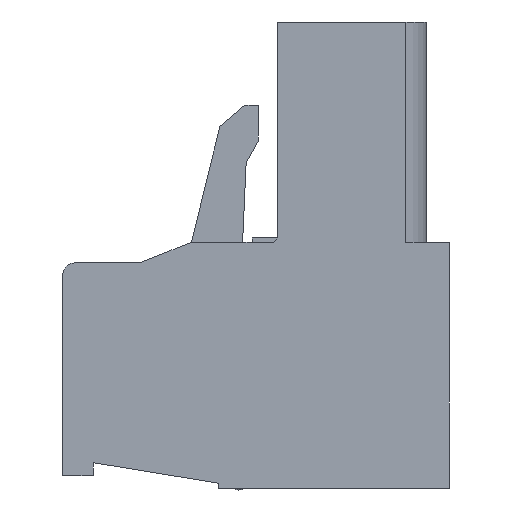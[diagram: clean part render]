
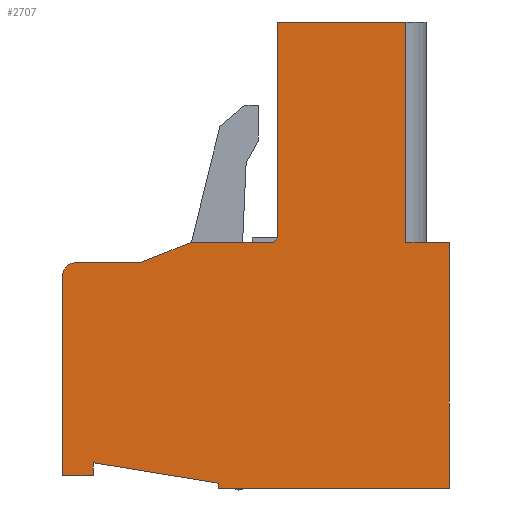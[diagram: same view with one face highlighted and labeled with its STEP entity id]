
A CAD part, front view. The second image highlights one B-rep face of the part: STEP entity #2707.
In plain terms, the highlighted planar face has unit normal (0, -1, 0).
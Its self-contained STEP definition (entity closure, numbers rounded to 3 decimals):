
#2707 = ADVANCED_FACE( '', ( #5525 ), #5526, .T. );
#5525 = FACE_OUTER_BOUND( '', #8456, .T. );
#5526 = PLANE( '', #8457 );
#8456 = EDGE_LOOP( '', ( #15760, #15761, #15762, #15763, #15764, #15765, #15766, #15767, #15768, #15769, #15770, #15771, #15772, #15773, #15774, #15775 ) );
#8457 = AXIS2_PLACEMENT_3D( '', #15776, #15777, #15778 );
#15760 = ORIENTED_EDGE( '', *, *, #17625, .T. );
#15761 = ORIENTED_EDGE( '', *, *, #18178, .T. );
#15762 = ORIENTED_EDGE( '', *, *, #19835, .T. );
#15763 = ORIENTED_EDGE( '', *, *, #20370, .T. );
#15764 = ORIENTED_EDGE( '', *, *, #19352, .T. );
#15765 = ORIENTED_EDGE( '', *, *, #18502, .T. );
#15766 = ORIENTED_EDGE( '', *, *, #18131, .T. );
#15767 = ORIENTED_EDGE( '', *, *, #20352, .T. );
#15768 = ORIENTED_EDGE( '', *, *, #18697, .T. );
#15769 = ORIENTED_EDGE( '', *, *, #18404, .T. );
#15770 = ORIENTED_EDGE( '', *, *, #17969, .T. );
#15771 = ORIENTED_EDGE( '', *, *, #20456, .T. );
#15772 = ORIENTED_EDGE( '', *, *, #19872, .T. );
#15773 = ORIENTED_EDGE( '', *, *, #20285, .T. );
#15774 = ORIENTED_EDGE( '', *, *, #19549, .T. );
#15775 = ORIENTED_EDGE( '', *, *, #20087, .T. );
#15776 = CARTESIAN_POINT( '', ( 0., -29.48, 0. ) );
#15777 = DIRECTION( '', ( 0., -1., 0. ) );
#15778 = DIRECTION( '', ( 0., 0., -1. ) );
#17625 = EDGE_CURVE( '', #21099, #21097, #21100, .T. );
#17969 = EDGE_CURVE( '', #21698, #21703, #21705, .T. );
#18131 = EDGE_CURVE( '', #21970, #21975, #21977, .T. );
#18178 = EDGE_CURVE( '', #21097, #22051, #22052, .T. );
#18404 = EDGE_CURVE( '', #22450, #21698, #22451, .T. );
#18502 = EDGE_CURVE( '', #22607, #21970, #22611, .T. );
#18697 = EDGE_CURVE( '', #22918, #22450, #22919, .T. );
#19352 = EDGE_CURVE( '', #23833, #22607, #23926, .T. );
#19549 = EDGE_CURVE( '', #24192, #24207, #24209, .T. );
#19835 = EDGE_CURVE( '', #22051, #24583, #24584, .T. );
#19872 = EDGE_CURVE( '', #24629, #24634, #24636, .T. );
#20087 = EDGE_CURVE( '', #24207, #21099, #24916, .T. );
#20285 = EDGE_CURVE( '', #24634, #24192, #25143, .T. );
#20352 = EDGE_CURVE( '', #21975, #22918, #25224, .T. );
#20370 = EDGE_CURVE( '', #24583, #23833, #25244, .T. );
#20456 = EDGE_CURVE( '', #21703, #24629, #25336, .T. );
#21097 = VERTEX_POINT( '', #26150 );
#21099 = VERTEX_POINT( '', #26153 );
#21100 = LINE( '', #26154, #26155 );
#21698 = VERTEX_POINT( '', #27016 );
#21703 = VERTEX_POINT( '', #27023 );
#21705 = LINE( '', #27026, #27027 );
#21970 = VERTEX_POINT( '', #27404 );
#21975 = VERTEX_POINT( '', #27411 );
#21977 = LINE( '', #27414, #27415 );
#22051 = VERTEX_POINT( '', #27521 );
#22052 = CIRCLE( '', #27522, 0.5 );
#22450 = VERTEX_POINT( '', #28102 );
#22451 = LINE( '', #28103, #28104 );
#22607 = VERTEX_POINT( '', #28325 );
#22611 = LINE( '', #28331, #28332 );
#22918 = VERTEX_POINT( '', #28768 );
#22919 = LINE( '', #28769, #28770 );
#23833 = VERTEX_POINT( '', #30106 );
#23926 = LINE( '', #30249, #30250 );
#24192 = VERTEX_POINT( '', #30637 );
#24207 = VERTEX_POINT( '', #30662 );
#24209 = LINE( '', #30665, #30666 );
#24583 = VERTEX_POINT( '', #31213 );
#24584 = LINE( '', #31214, #31215 );
#24629 = VERTEX_POINT( '', #31283 );
#24634 = VERTEX_POINT( '', #31290 );
#24636 = LINE( '', #31293, #31294 );
#24916 = LINE( '', #31709, #31710 );
#25143 = LINE( '', #32037, #32038 );
#25224 = LINE( '', #32154, #32155 );
#25244 = LINE( '', #32182, #32183 );
#25336 = LINE( '', #32315, #32316 );
#26150 = CARTESIAN_POINT( '', ( -10.8, -29.48, 4.15 ) );
#26153 = CARTESIAN_POINT( '', ( -8.3, -29.48, 4.15 ) );
#26154 = CARTESIAN_POINT( '', ( -8.3, -29.48, 4.15 ) );
#26155 = VECTOR( '', #32864, 1000. );
#27016 = CARTESIAN_POINT( '', ( 2.1, -29.48, 4.95 ) );
#27023 = CARTESIAN_POINT( '', ( 2.1, -29.48, 13.55 ) );
#27026 = CARTESIAN_POINT( '', ( 2.1, -29.48, -49.976 ) );
#27027 = VECTOR( '', #33173, 1000. );
#27404 = CARTESIAN_POINT( '', ( -5.2, -29.48, -4.45 ) );
#27411 = CARTESIAN_POINT( '', ( -5.2, -29.48, -4.65 ) );
#27414 = CARTESIAN_POINT( '', ( -5.2, -29.48, -4.45 ) );
#27415 = VECTOR( '', #33322, 1000. );
#27521 = CARTESIAN_POINT( '', ( -11.3, -29.48, 3.65 ) );
#27522 = AXIS2_PLACEMENT_3D( '', #33361, #33362, #33363 );
#28102 = CARTESIAN_POINT( '', ( 3.8, -29.48, 4.95 ) );
#28103 = CARTESIAN_POINT( '', ( 3.8, -29.48, 4.95 ) );
#28104 = VECTOR( '', #33629, 1000. );
#28325 = CARTESIAN_POINT( '', ( -10.1, -29.48, -3.65 ) );
#28331 = CARTESIAN_POINT( '', ( -10.1, -29.48, -3.65 ) );
#28332 = VECTOR( '', #33724, 1000. );
#28768 = CARTESIAN_POINT( '', ( 3.8, -29.48, -4.65 ) );
#28769 = CARTESIAN_POINT( '', ( 3.8, -29.48, -4.65 ) );
#28770 = VECTOR( '', #33911, 1000. );
#30106 = CARTESIAN_POINT( '', ( -10.1, -29.48, -4.15 ) );
#30249 = CARTESIAN_POINT( '', ( -10.1, -29.48, -4.15 ) );
#30250 = VECTOR( '', #34534, 1000. );
#30637 = CARTESIAN_POINT( '', ( -3.074, -29.48, 4.95 ) );
#30662 = CARTESIAN_POINT( '', ( -6.274, -29.48, 4.95 ) );
#30665 = CARTESIAN_POINT( '', ( -3.074, -29.48, 4.95 ) );
#30666 = VECTOR( '', #34709, 1000. );
#31213 = CARTESIAN_POINT( '', ( -11.3, -29.48, -4.15 ) );
#31214 = CARTESIAN_POINT( '', ( -11.3, -29.48, 4.15 ) );
#31215 = VECTOR( '', #34946, 1000. );
#31283 = CARTESIAN_POINT( '', ( -2.9, -29.48, 13.55 ) );
#31290 = CARTESIAN_POINT( '', ( -2.9, -29.48, 5.124 ) );
#31293 = CARTESIAN_POINT( '', ( -2.9, -29.48, 13.55 ) );
#31294 = VECTOR( '', #34982, 1000. );
#31709 = CARTESIAN_POINT( '', ( -6.274, -29.48, 4.95 ) );
#31710 = VECTOR( '', #35168, 1000. );
#32037 = CARTESIAN_POINT( '', ( -2.9, -29.48, 5.124 ) );
#32038 = VECTOR( '', #35305, 1000. );
#32154 = CARTESIAN_POINT( '', ( -5.2, -29.48, -4.65 ) );
#32155 = VECTOR( '', #35350, 1000. );
#32182 = CARTESIAN_POINT( '', ( -11.3, -29.48, -4.15 ) );
#32183 = VECTOR( '', #35361, 1000. );
#32315 = CARTESIAN_POINT( '', ( 2.9, -29.48, 13.55 ) );
#32316 = VECTOR( '', #35408, 1000. );
#32864 = DIRECTION( '', ( -1., 0., 0. ) );
#33173 = DIRECTION( '', ( 0., 0., 1. ) );
#33322 = DIRECTION( '', ( 0., 0., -1. ) );
#33361 = CARTESIAN_POINT( '', ( -10.8, -29.48, 3.65 ) );
#33362 = DIRECTION( '', ( 0., -1., 0. ) );
#33363 = DIRECTION( '', ( 0., 0., -1. ) );
#33629 = DIRECTION( '', ( -1., 0., 0. ) );
#33724 = DIRECTION( '', ( 0.987, 0., -0.161 ) );
#33911 = DIRECTION( '', ( 0., 0., 1. ) );
#34534 = DIRECTION( '', ( 0., 0., 1. ) );
#34709 = DIRECTION( '', ( -1., 0., 0. ) );
#34946 = DIRECTION( '', ( 0., 0., -1. ) );
#34982 = DIRECTION( '', ( 0., 0., -1. ) );
#35168 = DIRECTION( '', ( -0.93, 0., -0.367 ) );
#35305 = DIRECTION( '', ( -0.707, 0., -0.707 ) );
#35350 = DIRECTION( '', ( 1., 0., 0. ) );
#35361 = DIRECTION( '', ( 1., 0., 0. ) );
#35408 = DIRECTION( '', ( -1., 0., 0. ) );
